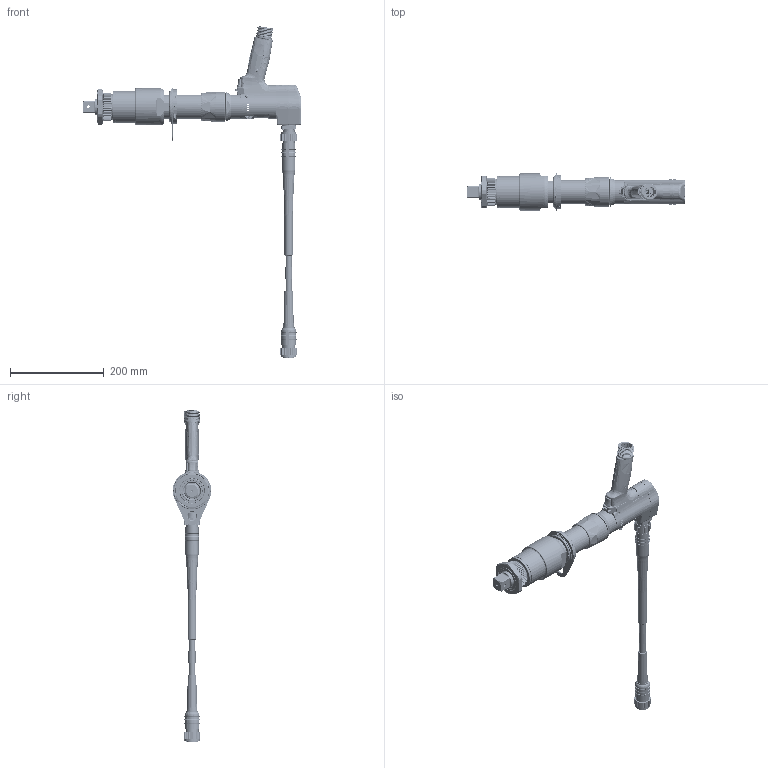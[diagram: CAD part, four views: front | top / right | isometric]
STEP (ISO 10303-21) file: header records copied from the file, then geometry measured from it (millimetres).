
FILE_DESCRIPTION((''),'2;1');
FILE_NAME('EB35PB4-345','2021-03-08T13:41:27',('SXD1216'),(''),'CREO PARAMETRIC BY PTC INC, 2017380','CREO PARAMETRIC BY PTC INC, 2017380','');
FILE_SCHEMA(('CONFIG_CONTROL_DESIGN'));
Length unit declared in the file: inch
Products named in the file (1): EB35PB4-345
Bounding box: 467.79 x 82.55 x 710.2 mm (x, y, z)
Volume: 96694.2 mm3; surface area: 505653.8 mm2
Topology: 21 solids, 108 shells, 6316 faces, 18148 edges, 11583 vertices
Faces by surface type: plane 2284, cylinder 1994, cone 718, bspline 674, torus 286, extrusion 203, sphere 155, revolution 2
Entity records: 280158 total; most frequent: CARTESIAN_POINT 126288, ORIENTED_EDGE 34354, DIRECTION 27980, EDGE_CURVE 18119, VERTEX_POINT 11579, AXIS2_PLACEMENT_3D 10312, VECTOR 7354, LINE 7151
